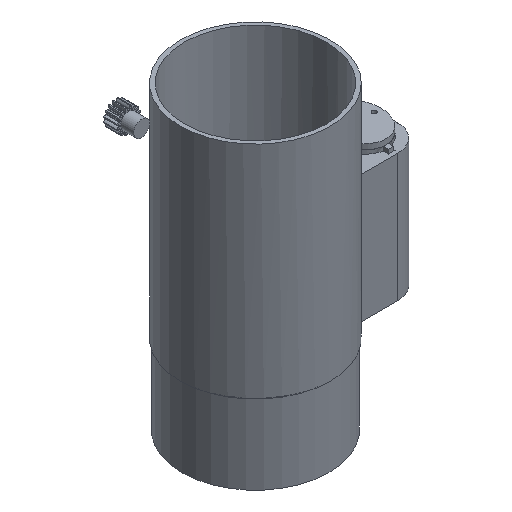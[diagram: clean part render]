
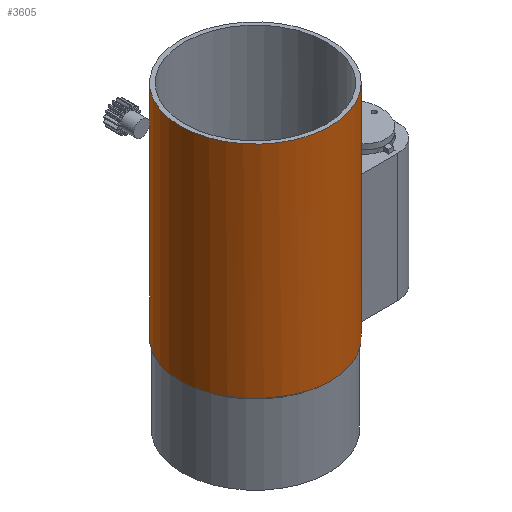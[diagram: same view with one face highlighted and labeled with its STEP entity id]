
A CAD part, isometric view. The second image highlights one B-rep face of the part: STEP entity #3605.
In plain terms, the highlighted cylindrical face has radius 28.15 mm (diameter 56.3 mm), a full revolution.
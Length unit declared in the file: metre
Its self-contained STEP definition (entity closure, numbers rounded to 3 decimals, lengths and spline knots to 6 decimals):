
#260=LINE('',#8875,#548);
#261=LINE('',#8880,#549);
#548=VECTOR('',#4841,1.);
#549=VECTOR('',#4844,1.);
#751=CYLINDRICAL_SURFACE('',#3967,0.02815);
#900=CIRCLE('',#3968,0.02815);
#901=CIRCLE('',#3969,0.02815);
#902=CIRCLE('',#3970,0.02815);
#1924=ORIENTED_EDGE('',*,*,#2508,.F.);
#1925=ORIENTED_EDGE('',*,*,#2509,.F.);
#1926=ORIENTED_EDGE('',*,*,#2510,.T.);
#1927=ORIENTED_EDGE('',*,*,#2511,.T.);
#1928=ORIENTED_EDGE('',*,*,#2512,.T.);
#2508=EDGE_CURVE('',#2884,#2884,#900,.T.);
#2509=EDGE_CURVE('',#2885,#2886,#260,.T.);
#2510=EDGE_CURVE('',#2885,#2887,#901,.T.);
#2511=EDGE_CURVE('',#2887,#2888,#261,.T.);
#2512=EDGE_CURVE('',#2888,#2886,#902,.T.);
#2884=VERTEX_POINT('',#8874);
#2885=VERTEX_POINT('',#8876);
#2886=VERTEX_POINT('',#8877);
#2887=VERTEX_POINT('',#8879);
#2888=VERTEX_POINT('',#8881);
#3131=EDGE_LOOP('',(#1924));
#3132=EDGE_LOOP('',(#1925,#1926,#1927,#1928));
#3363=FACE_BOUND('',#3131,.T.);
#3364=FACE_BOUND('',#3132,.T.);
#3605=ADVANCED_FACE('',(#3363,#3364),#751,.T.);
#3967=AXIS2_PLACEMENT_3D('',#8872,#4837,#4838);
#3968=AXIS2_PLACEMENT_3D('',#8873,#4839,#4840);
#3969=AXIS2_PLACEMENT_3D('',#8878,#4842,#4843);
#3970=AXIS2_PLACEMENT_3D('',#8882,#4845,#4846);
#4837=DIRECTION('',(0.,0.,-1.));
#4838=DIRECTION('',(-1.,0.,0.));
#4839=DIRECTION('',(0.,0.,1.));
#4840=DIRECTION('',(1.,0.,0.));
#4841=DIRECTION('',(0.,0.,1.));
#4842=DIRECTION('',(0.,0.,1.));
#4843=DIRECTION('',(1.,0.,0.));
#4844=DIRECTION('',(0.,0.,1.));
#4845=DIRECTION('',(0.,0.,1.));
#4846=DIRECTION('',(1.,0.,0.));
#8872=CARTESIAN_POINT('',(0.,0.,0.033));
#8873=CARTESIAN_POINT('',(0.,0.,0.113));
#8874=CARTESIAN_POINT('',(0.02815,0.,0.113));
#8875=CARTESIAN_POINT('',(-0.024049,-0.014632,0.029998));
#8876=CARTESIAN_POINT('',(-0.024049,-0.014632,0.03));
#8877=CARTESIAN_POINT('',(-0.024049,-0.014632,0.078));
#8878=CARTESIAN_POINT('',(0.,0.,0.03));
#8879=CARTESIAN_POINT('',(-0.024049,0.014632,0.03));
#8880=CARTESIAN_POINT('',(-0.024049,0.014632,0.029998));
#8881=CARTESIAN_POINT('',(-0.024049,0.014632,0.078));
#8882=CARTESIAN_POINT('',(0.,0.,0.078));
